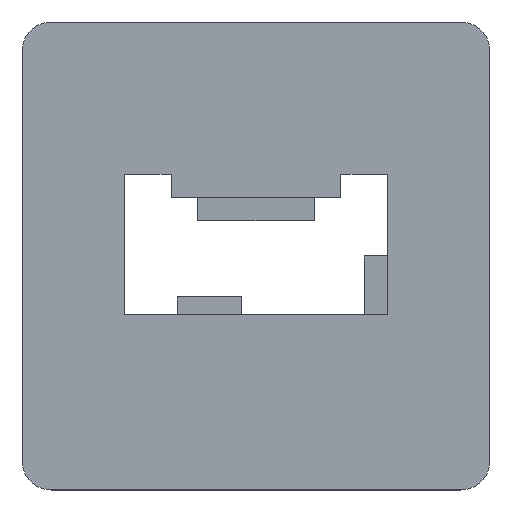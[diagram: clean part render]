
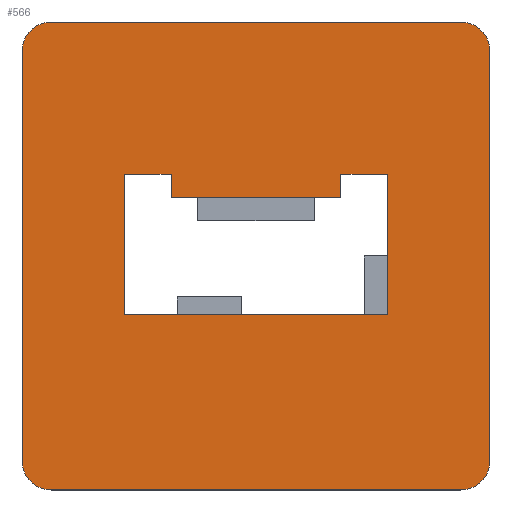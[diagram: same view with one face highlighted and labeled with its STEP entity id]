
A CAD part, top view. The second image highlights one B-rep face of the part: STEP entity #566.
In plain terms, the highlighted planar face has unit normal (0, 0, 1).
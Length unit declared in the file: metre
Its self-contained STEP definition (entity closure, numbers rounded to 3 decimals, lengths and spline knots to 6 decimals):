
#16=CIRCLE('',#609,0.005);
#17=CIRCLE('',#610,0.005);
#18=CIRCLE('',#611,0.005);
#19=CIRCLE('',#612,0.005);
#84=ORIENTED_EDGE('',*,*,#202,.F.);
#85=ORIENTED_EDGE('',*,*,#208,.T.);
#86=ORIENTED_EDGE('',*,*,#211,.F.);
#87=ORIENTED_EDGE('',*,*,#214,.F.);
#88=ORIENTED_EDGE('',*,*,#225,.T.);
#89=ORIENTED_EDGE('',*,*,#228,.T.);
#90=ORIENTED_EDGE('',*,*,#231,.T.);
#91=ORIENTED_EDGE('',*,*,#233,.F.);
#92=ORIENTED_EDGE('',*,*,#192,.T.);
#93=ORIENTED_EDGE('',*,*,#238,.T.);
#94=ORIENTED_EDGE('',*,*,#194,.T.);
#95=ORIENTED_EDGE('',*,*,#239,.T.);
#96=ORIENTED_EDGE('',*,*,#234,.F.);
#97=ORIENTED_EDGE('',*,*,#240,.T.);
#98=ORIENTED_EDGE('',*,*,#188,.F.);
#99=ORIENTED_EDGE('',*,*,#241,.T.);
#188=EDGE_CURVE('',#269,#270,#323,.T.);
#192=EDGE_CURVE('',#274,#273,#327,.T.);
#194=EDGE_CURVE('',#275,#276,#329,.T.);
#202=EDGE_CURVE('',#283,#284,#337,.T.);
#208=EDGE_CURVE('',#283,#288,#343,.T.);
#211=EDGE_CURVE('',#290,#288,#346,.T.);
#214=EDGE_CURVE('',#293,#290,#349,.T.);
#225=EDGE_CURVE('',#293,#302,#360,.T.);
#228=EDGE_CURVE('',#302,#304,#363,.T.);
#231=EDGE_CURVE('',#304,#306,#366,.T.);
#233=EDGE_CURVE('',#284,#306,#368,.T.);
#234=EDGE_CURVE('',#307,#308,#369,.T.);
#238=EDGE_CURVE('',#273,#275,#16,.T.);
#239=EDGE_CURVE('',#276,#308,#17,.T.);
#240=EDGE_CURVE('',#307,#270,#18,.T.);
#241=EDGE_CURVE('',#269,#274,#19,.T.);
#269=VERTEX_POINT('',#788);
#270=VERTEX_POINT('',#790);
#273=VERTEX_POINT('',#797);
#274=VERTEX_POINT('',#799);
#275=VERTEX_POINT('',#803);
#276=VERTEX_POINT('',#804);
#283=VERTEX_POINT('',#819);
#284=VERTEX_POINT('',#821);
#288=VERTEX_POINT('',#831);
#290=VERTEX_POINT('',#837);
#293=VERTEX_POINT('',#844);
#302=VERTEX_POINT('',#865);
#304=VERTEX_POINT('',#871);
#306=VERTEX_POINT('',#877);
#307=VERTEX_POINT('',#884);
#308=VERTEX_POINT('',#885);
#323=LINE('',#789,#396);
#327=LINE('',#798,#400);
#329=LINE('',#802,#402);
#337=LINE('',#820,#410);
#343=LINE('',#832,#416);
#346=LINE('',#838,#419);
#349=LINE('',#845,#422);
#360=LINE('',#866,#433);
#363=LINE('',#872,#436);
#366=LINE('',#878,#439);
#368=LINE('',#881,#441);
#369=LINE('',#883,#442);
#396=VECTOR('',#639,1.);
#400=VECTOR('',#645,1.);
#402=VECTOR('',#649,1.);
#410=VECTOR('',#659,1.);
#416=VECTOR('',#667,1.);
#419=VECTOR('',#672,1.);
#422=VECTOR('',#677,1.);
#433=VECTOR('',#690,1.);
#436=VECTOR('',#695,1.);
#439=VECTOR('',#700,1.);
#441=VECTOR('',#704,1.);
#442=VECTOR('',#707,1.);
#479=EDGE_LOOP('',(#84,#85,#86,#87,#88,#89,#90,#91));
#480=EDGE_LOOP('',(#92,#93,#94,#95,#96,#97,#98,#99));
#510=FACE_BOUND('',#479,.T.);
#511=FACE_BOUND('',#480,.T.);
#541=PLANE('',#608);
#566=ADVANCED_FACE('',(#510,#511),#541,.T.);
#608=AXIS2_PLACEMENT_3D('',#891,#711,#712);
#609=AXIS2_PLACEMENT_3D('',#892,#713,#714);
#610=AXIS2_PLACEMENT_3D('',#893,#715,#716);
#611=AXIS2_PLACEMENT_3D('',#894,#717,#718);
#612=AXIS2_PLACEMENT_3D('',#895,#719,#720);
#639=DIRECTION('',(-1.,0.,0.));
#645=DIRECTION('',(0.,1.,0.));
#649=DIRECTION('',(-1.,0.,0.));
#659=DIRECTION('',(-1.,0.,0.));
#667=DIRECTION('',(0.,1.,0.));
#672=DIRECTION('',(-1.,0.,0.));
#677=DIRECTION('',(0.,1.,0.));
#690=DIRECTION('',(-1.,0.,0.));
#695=DIRECTION('',(0.,1.,0.));
#700=DIRECTION('',(1.,0.,0.));
#704=DIRECTION('',(0.,1.,0.));
#707=DIRECTION('',(0.,1.,0.));
#711=DIRECTION('',(0.,0.,1.));
#712=DIRECTION('',(1.,0.,0.));
#713=DIRECTION('',(0.,0.,1.));
#714=DIRECTION('',(1.,0.,0.));
#715=DIRECTION('',(0.,0.,1.));
#716=DIRECTION('',(1.,0.,0.));
#717=DIRECTION('',(0.,0.,1.));
#718=DIRECTION('',(1.,0.,0.));
#719=DIRECTION('',(0.,0.,1.));
#720=DIRECTION('',(1.,0.,0.));
#788=CARTESIAN_POINT('',(0.035,-0.04,0.0016));
#789=CARTESIAN_POINT('',(0.,-0.04,0.0016));
#790=CARTESIAN_POINT('',(-0.035,-0.04,0.0016));
#797=CARTESIAN_POINT('',(0.04,0.035,0.0016));
#798=CARTESIAN_POINT('',(0.04,0.,0.0016));
#799=CARTESIAN_POINT('',(0.04,-0.035,0.0016));
#802=CARTESIAN_POINT('',(0.,0.04,0.0016));
#803=CARTESIAN_POINT('',(0.035,0.04,0.0016));
#804=CARTESIAN_POINT('',(-0.035,0.04,0.0016));
#819=CARTESIAN_POINT('',(0.0145,0.01,0.0016));
#820=CARTESIAN_POINT('',(0.,0.01,0.0016));
#821=CARTESIAN_POINT('',(-0.0145,0.01,0.0016));
#831=CARTESIAN_POINT('',(0.0145,0.014,0.0016));
#832=CARTESIAN_POINT('',(0.0145,0.012,0.0016));
#837=CARTESIAN_POINT('',(0.0225,0.014,0.0016));
#838=CARTESIAN_POINT('',(0.0185,0.014,0.0016));
#844=CARTESIAN_POINT('',(0.0225,-0.01,0.0016));
#845=CARTESIAN_POINT('',(0.0225,0.012,0.0016));
#865=CARTESIAN_POINT('',(-0.0225,-0.01,0.0016));
#866=CARTESIAN_POINT('',(0.,-0.01,0.0016));
#871=CARTESIAN_POINT('',(-0.0225,0.014,0.0016));
#872=CARTESIAN_POINT('',(-0.0225,0.,0.0016));
#877=CARTESIAN_POINT('',(-0.0145,0.014,0.0016));
#878=CARTESIAN_POINT('',(-0.0185,0.014,0.0016));
#881=CARTESIAN_POINT('',(-0.0145,0.012,0.0016));
#883=CARTESIAN_POINT('',(-0.04,0.,0.0016));
#884=CARTESIAN_POINT('',(-0.04,-0.035,0.0016));
#885=CARTESIAN_POINT('',(-0.04,0.035,0.0016));
#891=CARTESIAN_POINT('',(0.,0.,0.0016));
#892=CARTESIAN_POINT('',(0.035,0.035,0.0016));
#893=CARTESIAN_POINT('',(-0.035,0.035,0.0016));
#894=CARTESIAN_POINT('',(-0.035,-0.035,0.0016));
#895=CARTESIAN_POINT('',(0.035,-0.035,0.0016));
